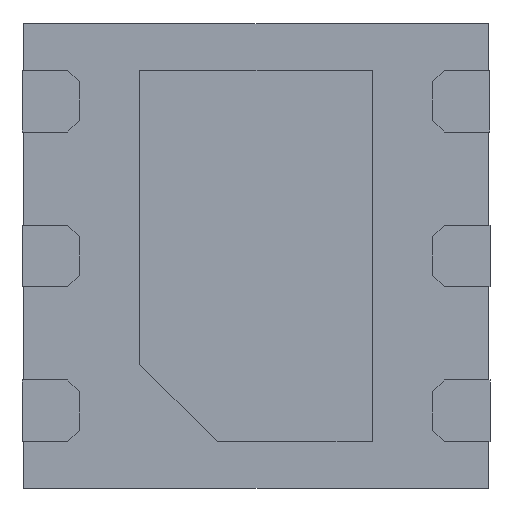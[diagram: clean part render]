
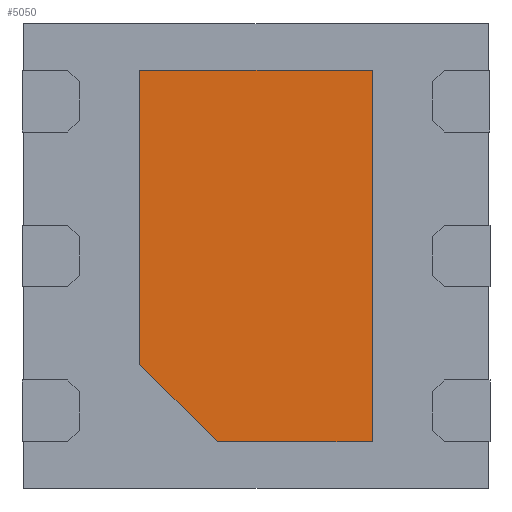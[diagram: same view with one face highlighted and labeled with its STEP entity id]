
A CAD part, front view. The second image highlights one B-rep face of the part: STEP entity #5050.
In plain terms, the highlighted planar face has unit normal (0, -1, 0).
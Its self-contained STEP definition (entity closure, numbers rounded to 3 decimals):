
#138 = ORIENTED_EDGE ( 'NONE', *, *, #6158, .F. ) ;
#637 = VERTEX_POINT ( 'NONE', #5393 ) ;
#1115 = CARTESIAN_POINT ( 'NONE',  ( -0.75, -0.01, -0.7 ) ) ;
#1443 = FACE_OUTER_BOUND ( 'NONE', #5396, .T. ) ;
#1644 = VECTOR ( 'NONE', #1939, 1000. ) ;
#1939 = DIRECTION ( 'NONE',  ( 1., 0., 0. ) ) ;
#1968 = ORIENTED_EDGE ( 'NONE', *, *, #3524, .T. ) ;
#2417 = VERTEX_POINT ( 'NONE', #13244 ) ;
#3118 = DIRECTION ( 'NONE',  ( 0., 0., -1. ) ) ;
#3524 = EDGE_CURVE ( 'NONE', #11583, #2417, #12731, .T. ) ;
#3911 = CARTESIAN_POINT ( 'NONE',  ( -0.725, -0.01, -0.725 ) ) ;
#4635 = VECTOR ( 'NONE', #11660, 1000. ) ;
#4846 = AXIS2_PLACEMENT_3D ( 'NONE', #17487, #15967, #3118 ) ;
#4972 = CARTESIAN_POINT ( 'NONE',  ( 0., -0.01, 1.2 ) ) ;
#5050 = ADVANCED_FACE ( 'NONE', ( #1443 ), #11195, .T. ) ;
#5393 = CARTESIAN_POINT ( 'NONE',  ( -0.75, -0.01, 1.2 ) ) ;
#5396 = EDGE_LOOP ( 'NONE', ( #9011, #16913, #10758, #138, #1968 ) ) ;
#5596 = LINE ( 'NONE', #12851, #8707 ) ;
#5908 = CARTESIAN_POINT ( 'NONE',  ( 0.75, -0.01, 0. ) ) ;
#5938 = VECTOR ( 'NONE', #18711, 1000. ) ;
#6158 = EDGE_CURVE ( 'NONE', #11583, #14448, #6782, .T. ) ;
#6782 = LINE ( 'NONE', #3911, #8594 ) ;
#7346 = DIRECTION ( 'NONE',  ( 0., 0., -1. ) ) ;
#8594 = VECTOR ( 'NONE', #15511, 1000. ) ;
#8707 = VECTOR ( 'NONE', #7346, 1000. ) ;
#9011 = ORIENTED_EDGE ( 'NONE', *, *, #10381, .F. ) ;
#9588 = LINE ( 'NONE', #4972, #1644 ) ;
#9638 = CARTESIAN_POINT ( 'NONE',  ( -0.25, -0.01, -1.2 ) ) ;
#10381 = EDGE_CURVE ( 'NONE', #17945, #2417, #14846, .T. ) ;
#10758 = ORIENTED_EDGE ( 'NONE', *, *, #15899, .T. ) ;
#11195 = PLANE ( 'NONE',  #4846 ) ;
#11583 = VERTEX_POINT ( 'NONE', #9638 ) ;
#11660 = DIRECTION ( 'NONE',  ( 0., 0., -1. ) ) ;
#12544 = EDGE_CURVE ( 'NONE', #637, #17945, #9588, .T. ) ;
#12731 = LINE ( 'NONE', #15821, #5938 ) ;
#12851 = CARTESIAN_POINT ( 'NONE',  ( -0.75, -0.01, 0. ) ) ;
#13244 = CARTESIAN_POINT ( 'NONE',  ( 0.75, -0.01, -1.2 ) ) ;
#13938 = CARTESIAN_POINT ( 'NONE',  ( 0.75, -0.01, 1.2 ) ) ;
#14448 = VERTEX_POINT ( 'NONE', #1115 ) ;
#14846 = LINE ( 'NONE', #5908, #4635 ) ;
#15511 = DIRECTION ( 'NONE',  ( -0.707, 0., 0.707 ) ) ;
#15821 = CARTESIAN_POINT ( 'NONE',  ( 0., -0.01, -1.2 ) ) ;
#15899 = EDGE_CURVE ( 'NONE', #637, #14448, #5596, .T. ) ;
#15967 = DIRECTION ( 'NONE',  ( 0., -1., 0. ) ) ;
#16913 = ORIENTED_EDGE ( 'NONE', *, *, #12544, .F. ) ;
#17487 = CARTESIAN_POINT ( 'NONE',  ( 0., -0.01, 0. ) ) ;
#17945 = VERTEX_POINT ( 'NONE', #13938 ) ;
#18711 = DIRECTION ( 'NONE',  ( 1., 0., 0. ) ) ;
